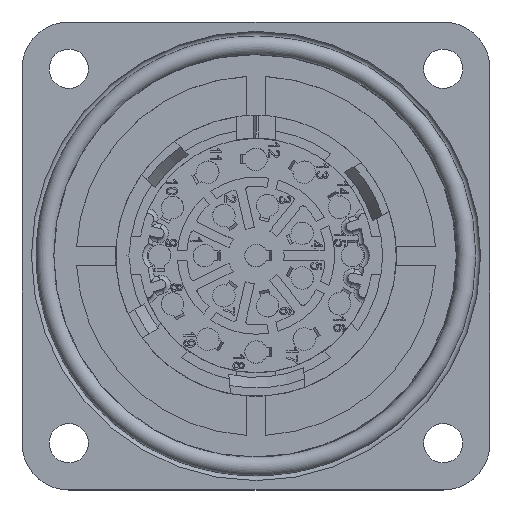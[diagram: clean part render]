
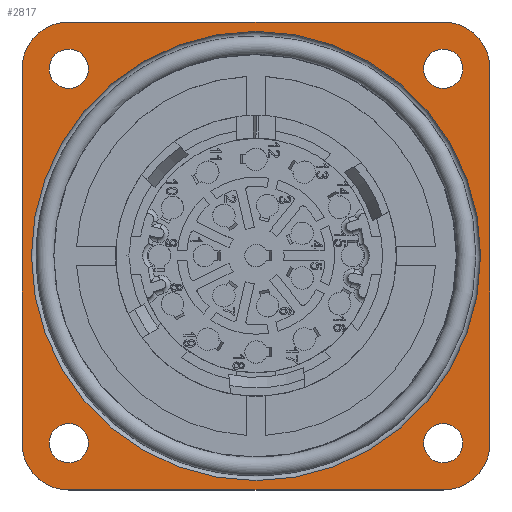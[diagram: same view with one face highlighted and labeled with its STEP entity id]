
A CAD part, top view. The second image highlights one B-rep face of the part: STEP entity #2817.
In plain terms, the highlighted planar face has unit normal (0, 0, 1).
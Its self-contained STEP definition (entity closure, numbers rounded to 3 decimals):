
#2817=ADVANCED_FACE('',(#4661,#4662,#4663,#4664,#4665,#4666),#3956,.T.);
#3956=PLANE('',#21176);
#4661=FACE_BOUND('',#4908,.T.);
#4662=FACE_BOUND('',#4909,.T.);
#4663=FACE_BOUND('',#4910,.T.);
#4664=FACE_BOUND('',#4911,.T.);
#4665=FACE_BOUND('',#4912,.T.);
#4666=FACE_BOUND('',#4913,.T.);
#4908=EDGE_LOOP('',(#6970));
#4909=EDGE_LOOP('',(#6971));
#4910=EDGE_LOOP('',(#6972));
#4911=EDGE_LOOP('',(#6973));
#4912=EDGE_LOOP('',(#6974));
#4913=EDGE_LOOP('',(#6975,#6976,#6977,#6978,#6979,#6980,#6981,#6982));
#6218=CIRCLE('',#21148,24.);
#6220=CIRCLE('',#21151,2.1);
#6222=CIRCLE('',#21154,2.1);
#6224=CIRCLE('',#21157,2.1);
#6226=CIRCLE('',#21160,2.1);
#6227=CIRCLE('',#21163,5.);
#6229=CIRCLE('',#21167,5.);
#6231=CIRCLE('',#21171,5.);
#6233=CIRCLE('',#21175,5.);
#6970=ORIENTED_EDGE('',*,*,#14972,.F.);
#6971=ORIENTED_EDGE('',*,*,#14974,.T.);
#6972=ORIENTED_EDGE('',*,*,#14976,.T.);
#6973=ORIENTED_EDGE('',*,*,#14978,.T.);
#6974=ORIENTED_EDGE('',*,*,#14980,.T.);
#6975=ORIENTED_EDGE('',*,*,#15000,.T.);
#6976=ORIENTED_EDGE('',*,*,#15003,.T.);
#6977=ORIENTED_EDGE('',*,*,#14981,.T.);
#6978=ORIENTED_EDGE('',*,*,#14985,.T.);
#6979=ORIENTED_EDGE('',*,*,#14988,.T.);
#6980=ORIENTED_EDGE('',*,*,#14991,.T.);
#6981=ORIENTED_EDGE('',*,*,#14994,.T.);
#6982=ORIENTED_EDGE('',*,*,#14997,.T.);
#12910=VERTEX_POINT('',#27763);
#12912=VERTEX_POINT('',#27768);
#12914=VERTEX_POINT('',#27773);
#12916=VERTEX_POINT('',#27778);
#12918=VERTEX_POINT('',#27783);
#12919=VERTEX_POINT('',#27786);
#12920=VERTEX_POINT('',#27787);
#12923=VERTEX_POINT('',#27795);
#12925=VERTEX_POINT('',#27801);
#12927=VERTEX_POINT('',#27807);
#12929=VERTEX_POINT('',#27813);
#12931=VERTEX_POINT('',#27819);
#12933=VERTEX_POINT('',#27825);
#14972=EDGE_CURVE('',#12910,#12910,#6218,.T.);
#14974=EDGE_CURVE('',#12912,#12912,#6220,.T.);
#14976=EDGE_CURVE('',#12914,#12914,#6222,.T.);
#14978=EDGE_CURVE('',#12916,#12916,#6224,.T.);
#14980=EDGE_CURVE('',#12918,#12918,#6226,.T.);
#14981=EDGE_CURVE('',#12919,#12920,#17950,.T.);
#14985=EDGE_CURVE('',#12920,#12923,#6227,.T.);
#14988=EDGE_CURVE('',#12923,#12925,#17955,.T.);
#14991=EDGE_CURVE('',#12925,#12927,#6229,.T.);
#14994=EDGE_CURVE('',#12927,#12929,#17959,.T.);
#14997=EDGE_CURVE('',#12929,#12931,#6231,.T.);
#15000=EDGE_CURVE('',#12931,#12933,#17963,.T.);
#15003=EDGE_CURVE('',#12933,#12919,#6233,.T.);
#17950=LINE('',#27785,#19454);
#17955=LINE('',#27800,#19459);
#17959=LINE('',#27812,#19463);
#17963=LINE('',#27824,#19467);
#19454=VECTOR('',#22867,1.);
#19459=VECTOR('',#22880,1.);
#19463=VECTOR('',#22892,1.);
#19467=VECTOR('',#22904,1.);
#21148=AXIS2_PLACEMENT_3D('',#27762,#22839,#22840);
#21151=AXIS2_PLACEMENT_3D('',#27767,#22845,#22846);
#21154=AXIS2_PLACEMENT_3D('',#27772,#22851,#22852);
#21157=AXIS2_PLACEMENT_3D('',#27777,#22857,#22858);
#21160=AXIS2_PLACEMENT_3D('',#27782,#22863,#22864);
#21163=AXIS2_PLACEMENT_3D('',#27794,#22873,#22874);
#21167=AXIS2_PLACEMENT_3D('',#27806,#22885,#22886);
#21171=AXIS2_PLACEMENT_3D('',#27818,#22897,#22898);
#21175=AXIS2_PLACEMENT_3D('',#27830,#22909,#22910);
#21176=AXIS2_PLACEMENT_3D('',#27831,#22911,#22912);
#22839=DIRECTION('',(0.,0.,1.));
#22840=DIRECTION('',(0.,1.,0.));
#22845=DIRECTION('',(0.,0.,-1.));
#22846=DIRECTION('',(1.,0.,0.));
#22851=DIRECTION('',(0.,0.,-1.));
#22852=DIRECTION('',(1.,0.,0.));
#22857=DIRECTION('',(0.,0.,-1.));
#22858=DIRECTION('',(1.,0.,0.));
#22863=DIRECTION('',(0.,0.,-1.));
#22864=DIRECTION('',(1.,0.,0.));
#22867=DIRECTION('',(1.,0.,0.));
#22873=DIRECTION('',(0.,0.,1.));
#22874=DIRECTION('',(0.,-1.,0.));
#22880=DIRECTION('',(0.,1.,0.));
#22885=DIRECTION('',(0.,0.,1.));
#22886=DIRECTION('',(1.,0.,0.));
#22892=DIRECTION('',(-1.,0.,0.));
#22897=DIRECTION('',(0.,0.,1.));
#22898=DIRECTION('',(0.,1.,0.));
#22904=DIRECTION('',(0.,-1.,0.));
#22909=DIRECTION('',(0.,0.,1.));
#22910=DIRECTION('',(-1.,0.,0.));
#22911=DIRECTION('',(0.,0.,1.));
#22912=DIRECTION('',(1.,0.,0.));
#27762=CARTESIAN_POINT('',(0.,0.,17.5));
#27763=CARTESIAN_POINT('',(0.,24.,17.5));
#27767=CARTESIAN_POINT('',(-20.,-20.,17.5));
#27768=CARTESIAN_POINT('',(-17.9,-20.,17.5));
#27772=CARTESIAN_POINT('',(20.,-20.,17.5));
#27773=CARTESIAN_POINT('',(22.1,-20.,17.5));
#27777=CARTESIAN_POINT('',(20.,20.,17.5));
#27778=CARTESIAN_POINT('',(22.1,20.,17.5));
#27782=CARTESIAN_POINT('',(-20.,20.,17.5));
#27783=CARTESIAN_POINT('',(-17.9,20.,17.5));
#27785=CARTESIAN_POINT('',(-20.,-25.,17.5));
#27786=CARTESIAN_POINT('',(-20.,-25.,17.5));
#27787=CARTESIAN_POINT('',(20.,-25.,17.5));
#27794=CARTESIAN_POINT('',(20.,-20.,17.5));
#27795=CARTESIAN_POINT('',(25.,-20.,17.5));
#27800=CARTESIAN_POINT('',(25.,-20.,17.5));
#27801=CARTESIAN_POINT('',(25.,20.,17.5));
#27806=CARTESIAN_POINT('',(20.,20.,17.5));
#27807=CARTESIAN_POINT('',(20.,25.,17.5));
#27812=CARTESIAN_POINT('',(20.,25.,17.5));
#27813=CARTESIAN_POINT('',(-20.,25.,17.5));
#27818=CARTESIAN_POINT('',(-20.,20.,17.5));
#27819=CARTESIAN_POINT('',(-25.,20.,17.5));
#27824=CARTESIAN_POINT('',(-25.,20.,17.5));
#27825=CARTESIAN_POINT('',(-25.,-20.,17.5));
#27830=CARTESIAN_POINT('',(-20.,-20.,17.5));
#27831=CARTESIAN_POINT('',(-27.6,-27.6,17.5));
